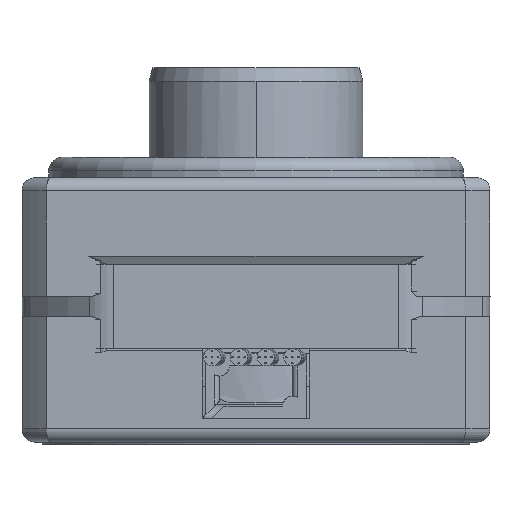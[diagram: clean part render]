
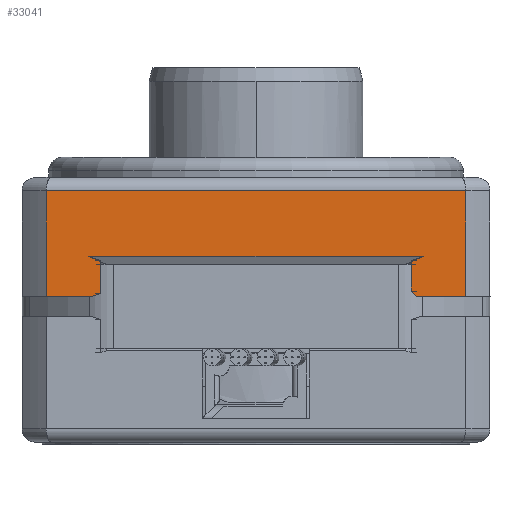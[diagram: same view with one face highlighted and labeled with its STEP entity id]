
A CAD part, front view. The second image highlights one B-rep face of the part: STEP entity #33041.
In plain terms, the highlighted planar face has unit normal (0, -1, 0).
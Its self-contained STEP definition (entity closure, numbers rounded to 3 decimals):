
#30555=DIRECTION('',(0.,0.,-1.));
#30556=VECTOR('',#30555,2.469);
#30557=CARTESIAN_POINT('',(11.608,-17.5,8.669));
#30558=LINE('',#30557,#30556);
#30592=DIRECTION('',(0.,0.,1.));
#30593=VECTOR('',#30592,2.3);
#30594=CARTESIAN_POINT('',(-11.608,-17.5,6.2));
#30595=LINE('',#30594,#30593);
#30644=DIRECTION('',(1.,0.,0.));
#30645=VECTOR('',#30644,3.368);
#30646=CARTESIAN_POINT('',(12.317,-17.5,
8.9));
#30647=LINE('',#30646,#30645);
#30671=DIRECTION('',(1.,0.,0.));
#30672=VECTOR('',#30671,3.664);
#30673=CARTESIAN_POINT('',(-15.684,-17.5,8.9));
#30674=LINE('',#30673,#30672);
#30707=DIRECTION('',(0.,0.,1.));
#30708=VECTOR('',#30707,7.9);
#30709=CARTESIAN_POINT('',(15.684,-17.5,1.));
#30710=LINE('',#30709,#30708);
#30949=CARTESIAN_POINT('',(12.317,-17.5,
8.9));
#30950=CARTESIAN_POINT('',(12.197,-17.5,
8.86));
#30951=CARTESIAN_POINT('',(11.96,-17.5,
8.782));
#30952=CARTESIAN_POINT('',(11.725,-17.5,8.706));
#30953=CARTESIAN_POINT('',(11.608,-17.5,8.669));
#30955=DIRECTION('',(-1.,0.,0.));
#30956=VECTOR('',#30955,31.369);
#30957=CARTESIAN_POINT('',(15.684,-17.5,1.));
#30958=LINE('',#30957,#30956);
#30959=CARTESIAN_POINT('',(-11.608,-17.5,8.5));
#30960=CARTESIAN_POINT('',(-11.677,-17.5,8.566));
#30961=CARTESIAN_POINT('',(-11.814,-17.5,
8.698));
#30962=CARTESIAN_POINT('',(-11.952,-17.5,
8.832));
#30963=CARTESIAN_POINT('',(-12.021,-17.5,
8.9));
#30965=CARTESIAN_POINT('',(-12.524,-17.5,5.9));
#30966=CARTESIAN_POINT('',(-12.421,-17.5,5.935));
#30967=CARTESIAN_POINT('',(-12.216,-17.5,6.003));
#30968=CARTESIAN_POINT('',(-11.911,-17.5,6.103));
#30969=CARTESIAN_POINT('',(-11.709,-17.5,6.168));
#30970=CARTESIAN_POINT('',(-11.608,-17.5,6.2));
#30972=DIRECTION('',(-1.,0.,0.));
#30973=VECTOR('',#30972,25.047);
#30974=CARTESIAN_POINT('',(12.524,-17.5,5.9));
#30975=LINE('',#30974,#30973);
#30976=CARTESIAN_POINT('',(12.524,-17.5,5.9));
#30977=CARTESIAN_POINT('',(12.421,-17.5,5.935));
#30978=CARTESIAN_POINT('',(12.216,-17.5,6.003));
#30979=CARTESIAN_POINT('',(11.911,-17.5,6.103));
#30980=CARTESIAN_POINT('',(11.709,-17.5,6.168));
#30981=CARTESIAN_POINT('',(11.608,-17.5,6.2));
#30992=DIRECTION('',(0.,0.,-1.));
#30993=VECTOR('',#30992,7.9);
#30994=CARTESIAN_POINT('',(-15.684,-17.5,8.9));
#30995=LINE('',#30994,#30993);
#31137=CARTESIAN_POINT('',(-15.684,-17.5,1.));
#31138=VERTEX_POINT('',#31137);
#31141=CARTESIAN_POINT('',(15.684,-17.5,1.));
#31142=VERTEX_POINT('',#31141);
#31155=CARTESIAN_POINT('',(15.684,-17.5,8.9));
#31157=VERTEX_POINT('',#31155);
#31168=CARTESIAN_POINT('',(-15.684,-17.5,8.9));
#31170=VERTEX_POINT('',#31168);
#31352=CARTESIAN_POINT('',(12.524,-17.5,5.9));
#31353=CARTESIAN_POINT('',(-12.524,-17.5,5.9));
#31354=VERTEX_POINT('',#31352);
#31355=VERTEX_POINT('',#31353);
#31356=CARTESIAN_POINT('',(11.608,-17.5,6.2));
#31357=VERTEX_POINT('',#31356);
#31358=VERTEX_POINT('',#30970);
#31360=CARTESIAN_POINT('',(11.608,-17.5,8.669));
#31362=VERTEX_POINT('',#31360);
#31363=VERTEX_POINT('',#30949);
#31372=VERTEX_POINT('',#30959);
#31373=VERTEX_POINT('',#30963);
#33018=CARTESIAN_POINT('',(-15.684,-17.5,0.));
#33019=DIRECTION('',(0.,-1.,0.));
#33020=DIRECTION('',(1.,0.,0.));
#33021=AXIS2_PLACEMENT_3D('',#33018,#33019,#33020);
#33022=PLANE('',#33021);
#33023=ORIENTED_EDGE('',*,*,#32582,.F.);
#33024=ORIENTED_EDGE('',*,*,#32625,.T.);
#33025=ORIENTED_EDGE('',*,*,#32684,.F.);
#33026=ORIENTED_EDGE('',*,*,#32713,.T.);
#33028=ORIENTED_EDGE('',*,*,#33027,.F.);
#33029=ORIENTED_EDGE('',*,*,#32652,.T.);
#33030=ORIENTED_EDGE('',*,*,#33010,.F.);
#33031=ORIENTED_EDGE('',*,*,#32567,.F.);
#33033=ORIENTED_EDGE('',*,*,#33032,.F.);
#33035=ORIENTED_EDGE('',*,*,#33034,.F.);
#33037=ORIENTED_EDGE('',*,*,#33036,.T.);
#33038=ORIENTED_EDGE('',*,*,#32541,.F.);
#33039=EDGE_LOOP('',(#33023,#33024,#33025,#33026,#33028,#33029,#33030,#33031,
#33033,#33035,#33037,#33038));
#33040=FACE_OUTER_BOUND('',#33039,.F.);
#33041=ADVANCED_FACE('',(#33040),#33022,.T.);
#30954=B_SPLINE_CURVE_WITH_KNOTS('',3,(#30949,#30950,#30951,#30952,#30953),
.UNSPECIFIED.,.F.,.F.,(4,1,4),(0.,0.5,1.),.UNSPECIFIED.);
#30964=B_SPLINE_CURVE_WITH_KNOTS('',3,(#30959,#30960,#30961,#30962,#30963),
.UNSPECIFIED.,.F.,.F.,(4,1,4),(0.,0.5,1.),.UNSPECIFIED.);
#30971=B_SPLINE_CURVE_WITH_KNOTS('',3,(#30965,#30966,#30967,#30968,#30969,
#30970),.UNSPECIFIED.,.F.,.F.,(4,1,1,4),(0.,0.333,
0.667,1.),.UNSPECIFIED.);
#30982=B_SPLINE_CURVE_WITH_KNOTS('',3,(#30976,#30977,#30978,#30979,#30980,
#30981),.UNSPECIFIED.,.F.,.F.,(4,1,1,4),(0.,0.333,
0.667,1.),.UNSPECIFIED.);
#32541=EDGE_CURVE('',#31362,#31357,#30558,.T.);
#32567=EDGE_CURVE('',#31358,#31372,#30595,.T.);
#32582=EDGE_CURVE('',#31363,#31362,#30954,.T.);
#32625=EDGE_CURVE('',#31363,#31157,#30647,.T.);
#32652=EDGE_CURVE('',#31170,#31373,#30674,.T.);
#32684=EDGE_CURVE('',#31142,#31157,#30710,.T.);
#32713=EDGE_CURVE('',#31142,#31138,#30958,.T.);
#33010=EDGE_CURVE('',#31372,#31373,#30964,.T.);
#33027=EDGE_CURVE('',#31170,#31138,#30995,.T.);
#33032=EDGE_CURVE('',#31355,#31358,#30971,.T.);
#33034=EDGE_CURVE('',#31354,#31355,#30975,.T.);
#33036=EDGE_CURVE('',#31354,#31357,#30982,.T.);
